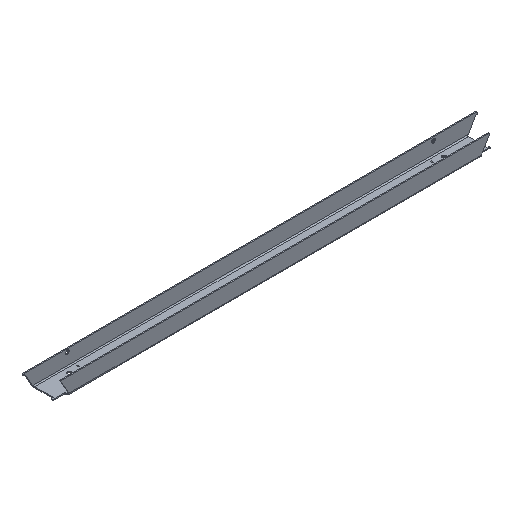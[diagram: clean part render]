
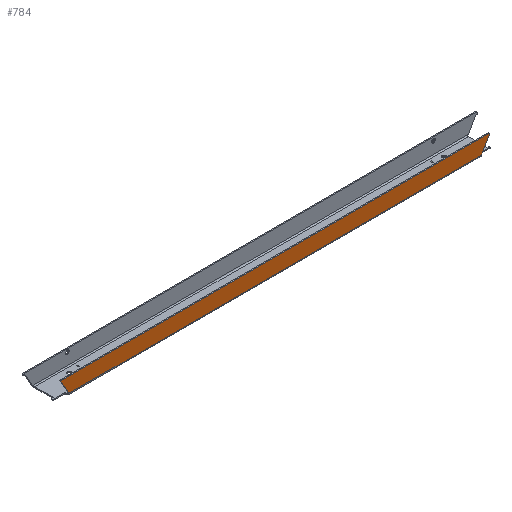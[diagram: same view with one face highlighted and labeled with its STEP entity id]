
A CAD part, isometric view. The second image highlights one B-rep face of the part: STEP entity #784.
In plain terms, the highlighted planar face has unit normal (0, -1, 0).
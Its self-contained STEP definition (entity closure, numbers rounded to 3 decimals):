
#29 = DIRECTION ( 'NONE',  ( 0.5, 0., -0.866 ) ) ;
#91 = ORIENTED_EDGE ( 'NONE', *, *, #2397, .T. ) ;
#147 = ORIENTED_EDGE ( 'NONE', *, *, #1920, .T. ) ;
#171 = VERTEX_POINT ( 'NONE', #239 ) ;
#193 = EDGE_CURVE ( 'NONE', #360, #2309, #2230, .T. ) ;
#239 = CARTESIAN_POINT ( 'NONE',  ( -609.134, -1169.805, -1252. ) ) ;
#287 = EDGE_CURVE ( 'NONE', #171, #688, #896, .T. ) ;
#360 = VERTEX_POINT ( 'NONE', #1105 ) ;
#428 = CARTESIAN_POINT ( 'NONE',  ( 725.913, -1169.805, -1049.733 ) ) ;
#475 = EDGE_CURVE ( 'NONE', #2627, #171, #869, .T. ) ;
#515 = CARTESIAN_POINT ( 'NONE',  ( -608.464, -1169.805, -1254.5 ) ) ;
#620 = ORIENTED_EDGE ( 'NONE', *, *, #193, .T. ) ;
#650 = DIRECTION ( 'NONE',  ( 0.5, 0., 0.866 ) ) ;
#669 = VECTOR ( 'NONE', #650, 1000. ) ;
#688 = VERTEX_POINT ( 'NONE', #515 ) ;
#709 = DIRECTION ( 'NONE',  ( 0., 0., 1. ) ) ;
#761 = CARTESIAN_POINT ( 'NONE',  ( 1090.973, -1169.805, -1210.5 ) ) ;
#784 = ADVANCED_FACE ( 'NONE', ( #1394 ), #1766, .F. ) ;
#839 = VERTEX_POINT ( 'NONE', #942 ) ;
#869 = LINE ( 'NONE', #1641, #986 ) ;
#896 = CIRCLE ( 'NONE', #991, 5. ) ;
#942 = CARTESIAN_POINT ( 'NONE',  ( 608.464, -1169.805, -1254.5 ) ) ;
#986 = VECTOR ( 'NONE', #29, 1000. ) ;
#991 = AXIS2_PLACEMENT_3D ( 'NONE', #1132, #2109, #2138 ) ;
#1105 = CARTESIAN_POINT ( 'NONE',  ( 609.134, -1169.805, -1252. ) ) ;
#1132 = CARTESIAN_POINT ( 'NONE',  ( -613.464, -1169.805, -1254.5 ) ) ;
#1155 = LINE ( 'NONE', #761, #1308 ) ;
#1289 = LINE ( 'NONE', #2107, #2552 ) ;
#1308 = VECTOR ( 'NONE', #2432, 1000. ) ;
#1394 = FACE_OUTER_BOUND ( 'NONE', #1694, .T. ) ;
#1532 = DIRECTION ( 'NONE',  ( 0., 1., 0. ) ) ;
#1545 = ORIENTED_EDGE ( 'NONE', *, *, #475, .T. ) ;
#1572 = AXIS2_PLACEMENT_3D ( 'NONE', #2169, #1532, #709 ) ;
#1578 = CARTESIAN_POINT ( 'NONE',  ( -633.094, -1169.805, -1210.5 ) ) ;
#1597 = CARTESIAN_POINT ( 'NONE',  ( 1090.973, -1169.805, -1260.5 ) ) ;
#1636 = ORIENTED_EDGE ( 'NONE', *, *, #287, .T. ) ;
#1641 = CARTESIAN_POINT ( 'NONE',  ( -180.427, -1169.805, -1994.543 ) ) ;
#1694 = EDGE_LOOP ( 'NONE', ( #1636, #91, #147, #620, #2510, #1545 ) ) ;
#1766 = PLANE ( 'NONE',  #2498 ) ;
#1920 = EDGE_CURVE ( 'NONE', #839, #360, #1950, .T. ) ;
#1950 = CIRCLE ( 'NONE', #1572, 5. ) ;
#2107 = CARTESIAN_POINT ( 'NONE',  ( 1216.95, -1169.805, -1254.5 ) ) ;
#2109 = DIRECTION ( 'NONE',  ( 0., 1., 0. ) ) ;
#2138 = DIRECTION ( 'NONE',  ( 0., 0., 1. ) ) ;
#2169 = CARTESIAN_POINT ( 'NONE',  ( 613.464, -1169.805, -1254.5 ) ) ;
#2180 = DIRECTION ( 'NONE',  ( 0., 1., 0. ) ) ;
#2230 = LINE ( 'NONE', #428, #669 ) ;
#2239 = DIRECTION ( 'NONE',  ( 0., 0., 1. ) ) ;
#2309 = VERTEX_POINT ( 'NONE', #2566 ) ;
#2397 = EDGE_CURVE ( 'NONE', #688, #839, #1289, .T. ) ;
#2432 = DIRECTION ( 'NONE',  ( -1., 0., 0. ) ) ;
#2498 = AXIS2_PLACEMENT_3D ( 'NONE', #1597, #2180, #2239 ) ;
#2510 = ORIENTED_EDGE ( 'NONE', *, *, #2645, .T. ) ;
#2537 = DIRECTION ( 'NONE',  ( 1., 0., 0. ) ) ;
#2552 = VECTOR ( 'NONE', #2537, 1000. ) ;
#2566 = CARTESIAN_POINT ( 'NONE',  ( 633.094, -1169.805, -1210.5 ) ) ;
#2627 = VERTEX_POINT ( 'NONE', #1578 ) ;
#2645 = EDGE_CURVE ( 'NONE', #2309, #2627, #1155, .T. ) ;
